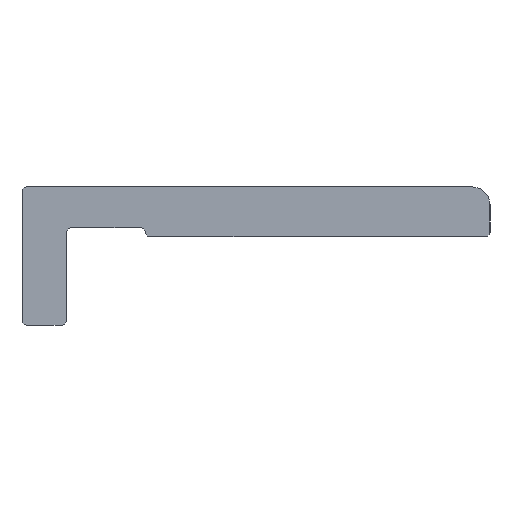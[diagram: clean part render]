
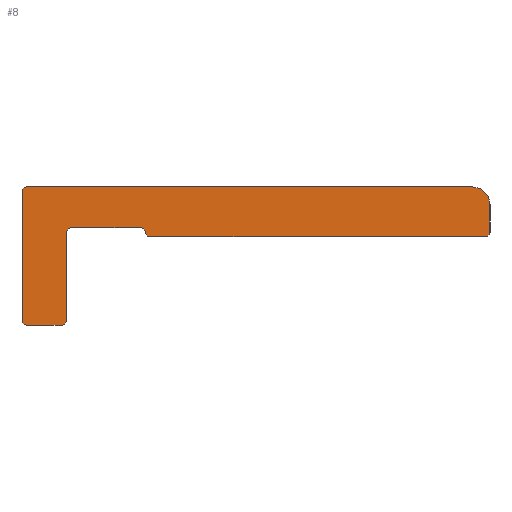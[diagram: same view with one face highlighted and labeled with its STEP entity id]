
A CAD part, left-side view. The second image highlights one B-rep face of the part: STEP entity #8.
In plain terms, the highlighted planar face has unit normal (-1, 0, 0).
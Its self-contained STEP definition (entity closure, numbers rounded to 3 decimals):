
#1 = AXIS2_PLACEMENT_3D ( 'NONE', #453, #4, #277 ) ;
#3 = ORIENTED_EDGE ( 'NONE', *, *, #550, .F. ) ;
#4 = DIRECTION ( 'NONE',  ( 1., 0., 0. ) ) ;
#8 = ADVANCED_FACE ( 'NONE', ( #520 ), #557, .F. ) ;
#10 = ORIENTED_EDGE ( 'NONE', *, *, #190, .F. ) ;
#15 = CARTESIAN_POINT ( 'NONE',  ( 0., 0., 0. ) ) ;
#27 = ORIENTED_EDGE ( 'NONE', *, *, #179, .F. ) ;
#33 = DIRECTION ( 'NONE',  ( 0., 0., 1. ) ) ;
#35 = CARTESIAN_POINT ( 'NONE',  ( 0., 37.16, -11.61 ) ) ;
#38 = VECTOR ( 'NONE', #322, 1000. ) ;
#39 = VERTEX_POINT ( 'NONE', #254 ) ;
#42 = CIRCLE ( 'NONE', #310, 0.38 ) ;
#47 = DIRECTION ( 'NONE',  ( 0., 0., -1. ) ) ;
#56 = LINE ( 'NONE', #212, #280 ) ;
#57 = DIRECTION ( 'NONE',  ( 1., 0., 0. ) ) ;
#62 = DIRECTION ( 'NONE',  ( 0., 1., 0. ) ) ;
#71 = AXIS2_PLACEMENT_3D ( 'NONE', #15, #334, #157 ) ;
#73 = LINE ( 'NONE', #158, #566 ) ;
#74 = ORIENTED_EDGE ( 'NONE', *, *, #523, .F. ) ;
#75 = VERTEX_POINT ( 'NONE', #152 ) ;
#76 = DIRECTION ( 'NONE',  ( 0., 0., 1. ) ) ;
#84 = VECTOR ( 'NONE', #62, 1000. ) ;
#89 = CIRCLE ( 'NONE', #1, 0.38 ) ;
#92 = ORIENTED_EDGE ( 'NONE', *, *, #272, .T. ) ;
#96 = CIRCLE ( 'NONE', #423, 0.38 ) ;
#97 = VERTEX_POINT ( 'NONE', #379 ) ;
#110 = CIRCLE ( 'NONE', #487, 0.38 ) ;
#120 = DIRECTION ( 'NONE',  ( 0., 0., 1. ) ) ;
#123 = LINE ( 'NONE', #414, #187 ) ;
#131 = CARTESIAN_POINT ( 'NONE',  ( 0., 29.55, -4.32 ) ) ;
#145 = ORIENTED_EDGE ( 'NONE', *, *, #357, .F. ) ;
#146 = ORIENTED_EDGE ( 'NONE', *, *, #581, .F. ) ;
#152 = CARTESIAN_POINT ( 'NONE',  ( 0., 0., -3.94 ) ) ;
#153 = LINE ( 'NONE', #448, #38 ) ;
#154 = VERTEX_POINT ( 'NONE', #215 ) ;
#155 = AXIS2_PLACEMENT_3D ( 'NONE', #482, #301, #481 ) ;
#157 = DIRECTION ( 'NONE',  ( 0., 0., -1. ) ) ;
#158 = CARTESIAN_POINT ( 'NONE',  ( 0., 0., 0. ) ) ;
#162 = VERTEX_POINT ( 'NONE', #274 ) ;
#170 = VERTEX_POINT ( 'NONE', #494 ) ;
#177 = CARTESIAN_POINT ( 'NONE',  ( 0., 1.52, 0. ) ) ;
#179 = EDGE_CURVE ( 'NONE', #154, #400, #266, .T. ) ;
#181 = ORIENTED_EDGE ( 'NONE', *, *, #463, .F. ) ;
#187 = VECTOR ( 'NONE', #408, 1000. ) ;
#188 = CARTESIAN_POINT ( 'NONE',  ( 0., 0., -4.32 ) ) ;
#190 = EDGE_CURVE ( 'NONE', #436, #39, #153, .T. ) ;
#193 = CARTESIAN_POINT ( 'NONE',  ( 0., 0.38, -3.94 ) ) ;
#197 = CIRCLE ( 'NONE', #155, 0.38 ) ;
#208 = CARTESIAN_POINT ( 'NONE',  ( 0., 37.16, -11.99 ) ) ;
#212 = CARTESIAN_POINT ( 'NONE',  ( 0., 40.65, 0. ) ) ;
#215 = CARTESIAN_POINT ( 'NONE',  ( 0., 36.78, -3.94 ) ) ;
#218 = CARTESIAN_POINT ( 'NONE',  ( 0., 40.27, -0.38 ) ) ;
#219 = CARTESIAN_POINT ( 'NONE',  ( 0., 29.93, -3.94 ) ) ;
#226 = LINE ( 'NONE', #339, #392 ) ;
#236 = EDGE_CURVE ( 'NONE', #162, #97, #96, .T. ) ;
#238 = VERTEX_POINT ( 'NONE', #350 ) ;
#245 = VERTEX_POINT ( 'NONE', #131 ) ;
#254 = CARTESIAN_POINT ( 'NONE',  ( 0., 36.4, -3.56 ) ) ;
#258 = VERTEX_POINT ( 'NONE', #177 ) ;
#263 = DIRECTION ( 'NONE',  ( 0., -1., 0. ) ) ;
#266 = LINE ( 'NONE', #441, #511 ) ;
#270 = ORIENTED_EDGE ( 'NONE', *, *, #236, .F. ) ;
#272 = EDGE_CURVE ( 'NONE', #436, #576, #89, .T. ) ;
#274 = CARTESIAN_POINT ( 'NONE',  ( 0., 40.27, -11.99 ) ) ;
#275 = ORIENTED_EDGE ( 'NONE', *, *, #420, .F. ) ;
#277 = DIRECTION ( 'NONE',  ( 0., 0., -1. ) ) ;
#280 = VECTOR ( 'NONE', #263, 1000. ) ;
#283 = CARTESIAN_POINT ( 'NONE',  ( 0., 36.78, -11.61 ) ) ;
#285 = EDGE_CURVE ( 'NONE', #75, #238, #298, .T. ) ;
#288 = DIRECTION ( 'NONE',  ( 0., 0., 1. ) ) ;
#298 = CIRCLE ( 'NONE', #404, 0.38 ) ;
#301 = DIRECTION ( 'NONE',  ( 1., 0., 0. ) ) ;
#310 = AXIS2_PLACEMENT_3D ( 'NONE', #218, #571, #33 ) ;
#311 = LINE ( 'NONE', #188, #84 ) ;
#319 = VERTEX_POINT ( 'NONE', #545 ) ;
#322 = DIRECTION ( 'NONE',  ( 0., 1., 0. ) ) ;
#326 = DIRECTION ( 'NONE',  ( 0., 0., 1. ) ) ;
#333 = CARTESIAN_POINT ( 'NONE',  ( 0., 30.31, -3.56 ) ) ;
#334 = DIRECTION ( 'NONE',  ( 1., 0., 0. ) ) ;
#339 = CARTESIAN_POINT ( 'NONE',  ( 0., 40.65, 0. ) ) ;
#342 = ORIENTED_EDGE ( 'NONE', *, *, #378, .F. ) ;
#348 = ORIENTED_EDGE ( 'NONE', *, *, #495, .F. ) ;
#350 = CARTESIAN_POINT ( 'NONE',  ( 0., 0.38, -4.32 ) ) ;
#352 = EDGE_LOOP ( 'NONE', ( #389, #181, #367, #74, #3, #348, #270, #145, #146, #27, #492, #10, #92, #275, #342 ) ) ;
#357 = EDGE_CURVE ( 'NONE', #531, #162, #123, .T. ) ;
#367 = ORIENTED_EDGE ( 'NONE', *, *, #430, .F. ) ;
#378 = EDGE_CURVE ( 'NONE', #238, #245, #311, .T. ) ;
#379 = CARTESIAN_POINT ( 'NONE',  ( 0., 40.65, -11.61 ) ) ;
#380 = DIRECTION ( 'NONE',  ( 1., 0., 0. ) ) ;
#389 = ORIENTED_EDGE ( 'NONE', *, *, #285, .F. ) ;
#392 = VECTOR ( 'NONE', #76, 1000. ) ;
#396 = CARTESIAN_POINT ( 'NONE',  ( 0., 40.27, -11.61 ) ) ;
#400 = VERTEX_POINT ( 'NONE', #283 ) ;
#403 = VERTEX_POINT ( 'NONE', #419 ) ;
#404 = AXIS2_PLACEMENT_3D ( 'NONE', #193, #57, #326 ) ;
#408 = DIRECTION ( 'NONE',  ( 0., 1., 0. ) ) ;
#414 = CARTESIAN_POINT ( 'NONE',  ( 0., 0., -11.99 ) ) ;
#416 = DIRECTION ( 'NONE',  ( 0., 0., -1. ) ) ;
#419 = CARTESIAN_POINT ( 'NONE',  ( 0., 0., -1.52 ) ) ;
#420 = EDGE_CURVE ( 'NONE', #245, #576, #110, .T. ) ;
#421 = DIRECTION ( 'NONE',  ( 0., 0., 1. ) ) ;
#422 = DIRECTION ( 'NONE',  ( 1., 0., 0. ) ) ;
#423 = AXIS2_PLACEMENT_3D ( 'NONE', #396, #450, #577 ) ;
#425 = CARTESIAN_POINT ( 'NONE',  ( 0., 1.52, -1.52 ) ) ;
#430 = EDGE_CURVE ( 'NONE', #258, #403, #543, .T. ) ;
#436 = VERTEX_POINT ( 'NONE', #333 ) ;
#441 = CARTESIAN_POINT ( 'NONE',  ( 0., 36.78, 0. ) ) ;
#448 = CARTESIAN_POINT ( 'NONE',  ( 0., 0., -3.56 ) ) ;
#450 = DIRECTION ( 'NONE',  ( 1., 0., 0. ) ) ;
#453 = CARTESIAN_POINT ( 'NONE',  ( 0., 30.31, -3.94 ) ) ;
#463 = EDGE_CURVE ( 'NONE', #403, #75, #73, .T. ) ;
#481 = DIRECTION ( 'NONE',  ( 0., 0., -1. ) ) ;
#482 = CARTESIAN_POINT ( 'NONE',  ( 0., 36.4, -3.94 ) ) ;
#487 = AXIS2_PLACEMENT_3D ( 'NONE', #555, #509, #288 ) ;
#492 = ORIENTED_EDGE ( 'NONE', *, *, #541, .T. ) ;
#494 = CARTESIAN_POINT ( 'NONE',  ( 0., 40.65, -0.38 ) ) ;
#495 = EDGE_CURVE ( 'NONE', #97, #170, #226, .T. ) ;
#509 = DIRECTION ( 'NONE',  ( 1., 0., 0. ) ) ;
#511 = VECTOR ( 'NONE', #47, 1000. ) ;
#520 = FACE_OUTER_BOUND ( 'NONE', #352, .T. ) ;
#521 = AXIS2_PLACEMENT_3D ( 'NONE', #425, #422, #421 ) ;
#523 = EDGE_CURVE ( 'NONE', #319, #258, #56, .T. ) ;
#531 = VERTEX_POINT ( 'NONE', #208 ) ;
#535 = CIRCLE ( 'NONE', #546, 0.38 ) ;
#541 = EDGE_CURVE ( 'NONE', #154, #39, #197, .T. ) ;
#543 = CIRCLE ( 'NONE', #521, 1.52 ) ;
#545 = CARTESIAN_POINT ( 'NONE',  ( 0., 40.27, 0. ) ) ;
#546 = AXIS2_PLACEMENT_3D ( 'NONE', #35, #380, #120 ) ;
#550 = EDGE_CURVE ( 'NONE', #170, #319, #42, .T. ) ;
#555 = CARTESIAN_POINT ( 'NONE',  ( 0., 29.55, -3.94 ) ) ;
#557 = PLANE ( 'NONE',  #71 ) ;
#566 = VECTOR ( 'NONE', #416, 1000. ) ;
#571 = DIRECTION ( 'NONE',  ( 1., 0., 0. ) ) ;
#576 = VERTEX_POINT ( 'NONE', #219 ) ;
#577 = DIRECTION ( 'NONE',  ( 0., 0., 1. ) ) ;
#581 = EDGE_CURVE ( 'NONE', #400, #531, #535, .T. ) ;
